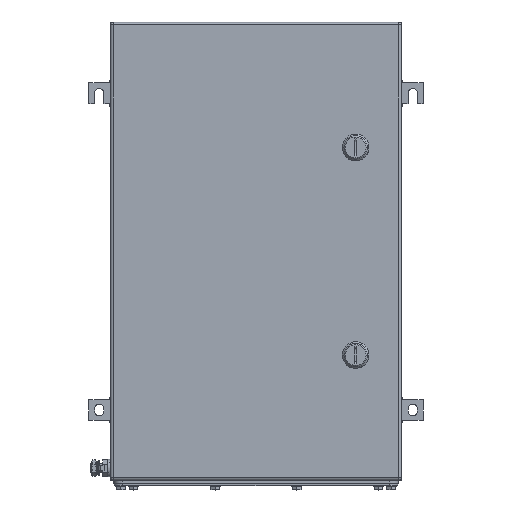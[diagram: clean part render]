
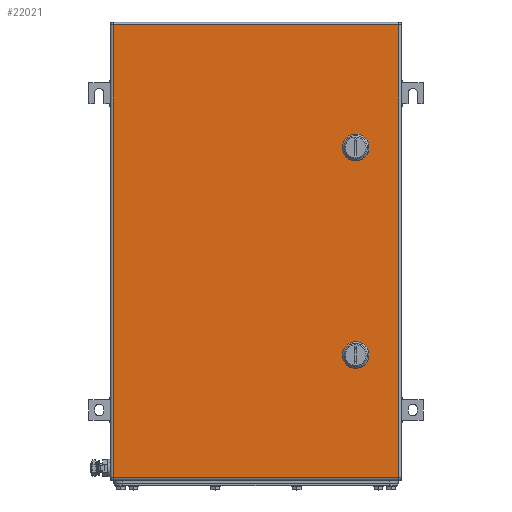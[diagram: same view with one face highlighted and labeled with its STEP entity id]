
A CAD part, top view. The second image highlights one B-rep face of the part: STEP entity #22021.
In plain terms, the highlighted planar face has unit normal (0, 0, 1).
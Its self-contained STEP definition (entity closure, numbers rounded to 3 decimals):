
#21835=AXIS2_PLACEMENT_3D('Circle Axis2P3D',#21833,#21834,$) ;
#21862=AXIS2_PLACEMENT_3D('Plane Axis2P3D',#21859,#21860,#21861) ;
#21907=AXIS2_PLACEMENT_3D('Circle Axis2P3D',#21905,#21906,$) ;
#21921=AXIS2_PLACEMENT_3D('Circle Axis2P3D',#21919,#21920,$) ;
#21935=AXIS2_PLACEMENT_3D('Circle Axis2P3D',#21933,#21934,$) ;
#21957=AXIS2_PLACEMENT_3D('Circle Axis2P3D',#21955,#21956,$) ;
#21973=AXIS2_PLACEMENT_3D('Circle Axis2P3D',#21971,#21972,$) ;
#21987=AXIS2_PLACEMENT_3D('Circle Axis2P3D',#21985,#21986,$) ;
#22001=AXIS2_PLACEMENT_3D('Circle Axis2P3D',#21999,#22000,$) ;
#21830=CARTESIAN_POINT('Vertex',(325.056,400.45,203.5)) ;
#21833=CARTESIAN_POINT('Axis2P3D Location',(320.,410.5,203.5)) ;
#21837=CARTESIAN_POINT('Vertex',(330.05,405.444,203.5)) ;
#21859=CARTESIAN_POINT('Axis2P3D Location',(200.5,286.,203.5)) ;
#21864=CARTESIAN_POINT('Line Origine',(200.5,557.5,203.5)) ;
#21868=CARTESIAN_POINT('Vertex',(372.,557.5,203.5)) ;
#21870=CARTESIAN_POINT('Vertex',(29.,557.5,203.5)) ;
#21873=CARTESIAN_POINT('Line Origine',(29.,286.,203.5)) ;
#21877=CARTESIAN_POINT('Vertex',(29.,14.5,203.5)) ;
#21880=CARTESIAN_POINT('Line Origine',(200.5,14.5,203.5)) ;
#21884=CARTESIAN_POINT('Vertex',(372.,14.5,203.5)) ;
#21887=CARTESIAN_POINT('Line Origine',(372.,286.,203.5)) ;
#21898=CARTESIAN_POINT('Line Origine',(320.,400.45,203.5)) ;
#21902=CARTESIAN_POINT('Vertex',(314.944,400.45,203.5)) ;
#21905=CARTESIAN_POINT('Axis2P3D Location',(320.,410.5,203.5)) ;
#21909=CARTESIAN_POINT('Vertex',(309.95,405.444,203.5)) ;
#21912=CARTESIAN_POINT('Line Origine',(309.95,410.5,203.5)) ;
#21916=CARTESIAN_POINT('Vertex',(309.95,415.556,203.5)) ;
#21919=CARTESIAN_POINT('Axis2P3D Location',(320.,410.5,203.5)) ;
#21923=CARTESIAN_POINT('Vertex',(314.944,420.55,203.5)) ;
#21926=CARTESIAN_POINT('Line Origine',(320.,420.55,203.5)) ;
#21930=CARTESIAN_POINT('Vertex',(325.056,420.55,203.5)) ;
#21933=CARTESIAN_POINT('Axis2P3D Location',(320.,410.5,203.5)) ;
#21937=CARTESIAN_POINT('Vertex',(330.05,415.556,203.5)) ;
#21940=CARTESIAN_POINT('Line Origine',(330.05,410.5,203.5)) ;
#21955=CARTESIAN_POINT('Axis2P3D Location',(320.,161.5,203.5)) ;
#21959=CARTESIAN_POINT('Vertex',(325.056,151.45,203.5)) ;
#21961=CARTESIAN_POINT('Vertex',(330.05,156.444,203.5)) ;
#21964=CARTESIAN_POINT('Line Origine',(320.,151.45,203.5)) ;
#21968=CARTESIAN_POINT('Vertex',(314.944,151.45,203.5)) ;
#21971=CARTESIAN_POINT('Axis2P3D Location',(320.,161.5,203.5)) ;
#21975=CARTESIAN_POINT('Vertex',(309.95,156.444,203.5)) ;
#21978=CARTESIAN_POINT('Line Origine',(309.95,161.5,203.5)) ;
#21982=CARTESIAN_POINT('Vertex',(309.95,166.556,203.5)) ;
#21985=CARTESIAN_POINT('Axis2P3D Location',(320.,161.5,203.5)) ;
#21989=CARTESIAN_POINT('Vertex',(314.944,171.55,203.5)) ;
#21992=CARTESIAN_POINT('Line Origine',(320.,171.55,203.5)) ;
#21996=CARTESIAN_POINT('Vertex',(325.056,171.55,203.5)) ;
#21999=CARTESIAN_POINT('Axis2P3D Location',(320.,161.5,203.5)) ;
#22003=CARTESIAN_POINT('Vertex',(330.05,166.556,203.5)) ;
#22006=CARTESIAN_POINT('Line Origine',(330.05,161.5,203.5)) ;
#21834=DIRECTION('Axis2P3D Direction',(0.,0.,1.)) ;
#21860=DIRECTION('Axis2P3D Direction',(0.,0.,1.)) ;
#21861=DIRECTION('Axis2P3D XDirection',(1.,0.,0.)) ;
#21865=DIRECTION('Vector Direction',(1.,0.,0.)) ;
#21874=DIRECTION('Vector Direction',(0.,-1.,0.)) ;
#21881=DIRECTION('Vector Direction',(1.,0.,0.)) ;
#21888=DIRECTION('Vector Direction',(0.,1.,0.)) ;
#21899=DIRECTION('Vector Direction',(1.,0.,0.)) ;
#21906=DIRECTION('Axis2P3D Direction',(0.,0.,1.)) ;
#21913=DIRECTION('Vector Direction',(0.,1.,0.)) ;
#21920=DIRECTION('Axis2P3D Direction',(0.,0.,1.)) ;
#21927=DIRECTION('Vector Direction',(1.,0.,0.)) ;
#21934=DIRECTION('Axis2P3D Direction',(0.,0.,1.)) ;
#21941=DIRECTION('Vector Direction',(0.,-1.,0.)) ;
#21956=DIRECTION('Axis2P3D Direction',(0.,0.,1.)) ;
#21965=DIRECTION('Vector Direction',(1.,0.,0.)) ;
#21972=DIRECTION('Axis2P3D Direction',(0.,0.,1.)) ;
#21979=DIRECTION('Vector Direction',(0.,1.,0.)) ;
#21986=DIRECTION('Axis2P3D Direction',(0.,0.,1.)) ;
#21993=DIRECTION('Vector Direction',(1.,0.,0.)) ;
#22000=DIRECTION('Axis2P3D Direction',(0.,0.,1.)) ;
#22007=DIRECTION('Vector Direction',(0.,-1.,0.)) ;
#21866=VECTOR('Line Direction',#21865,1.) ;
#21875=VECTOR('Line Direction',#21874,1.) ;
#21882=VECTOR('Line Direction',#21881,1.) ;
#21889=VECTOR('Line Direction',#21888,1.) ;
#21900=VECTOR('Line Direction',#21899,1.) ;
#21914=VECTOR('Line Direction',#21913,1.) ;
#21928=VECTOR('Line Direction',#21927,1.) ;
#21942=VECTOR('Line Direction',#21941,1.) ;
#21966=VECTOR('Line Direction',#21965,1.) ;
#21980=VECTOR('Line Direction',#21979,1.) ;
#21994=VECTOR('Line Direction',#21993,1.) ;
#22008=VECTOR('Line Direction',#22007,1.) ;
#21893=ORIENTED_EDGE('',*,*,#21872,.T.) ;
#21894=ORIENTED_EDGE('',*,*,#21879,.T.) ;
#21895=ORIENTED_EDGE('',*,*,#21886,.T.) ;
#21896=ORIENTED_EDGE('',*,*,#21891,.T.) ;
#21946=ORIENTED_EDGE('',*,*,#21904,.F.) ;
#21947=ORIENTED_EDGE('',*,*,#21911,.F.) ;
#21948=ORIENTED_EDGE('',*,*,#21918,.T.) ;
#21949=ORIENTED_EDGE('',*,*,#21925,.F.) ;
#21950=ORIENTED_EDGE('',*,*,#21932,.T.) ;
#21951=ORIENTED_EDGE('',*,*,#21939,.F.) ;
#21952=ORIENTED_EDGE('',*,*,#21944,.T.) ;
#21953=ORIENTED_EDGE('',*,*,#21839,.F.) ;
#22012=ORIENTED_EDGE('',*,*,#21963,.F.) ;
#22013=ORIENTED_EDGE('',*,*,#21970,.F.) ;
#22014=ORIENTED_EDGE('',*,*,#21977,.F.) ;
#22015=ORIENTED_EDGE('',*,*,#21984,.T.) ;
#22016=ORIENTED_EDGE('',*,*,#21991,.F.) ;
#22017=ORIENTED_EDGE('',*,*,#21998,.T.) ;
#22018=ORIENTED_EDGE('',*,*,#22005,.F.) ;
#22019=ORIENTED_EDGE('',*,*,#22010,.T.) ;
#21954=FACE_BOUND('',#21945,.T.) ;
#22020=FACE_BOUND('',#22011,.T.) ;
#22021=ADVANCED_FACE('ZUB_KTB_QL_553520_1GP_AllCATPart.1\\ZUB_DE_KTB_QL.1\\DE_KTB_MH_PART_MASTER.1\\Koerper.2',(#21897,#21954,#22020),#21863,.T.) ;
#21836=CIRCLE('generated circle',#21835,11.25) ;
#21908=CIRCLE('generated circle',#21907,11.25) ;
#21922=CIRCLE('generated circle',#21921,11.25) ;
#21936=CIRCLE('generated circle',#21935,11.25) ;
#21958=CIRCLE('generated circle',#21957,11.25) ;
#21974=CIRCLE('generated circle',#21973,11.25) ;
#21988=CIRCLE('generated circle',#21987,11.25) ;
#22002=CIRCLE('generated circle',#22001,11.25) ;
#21839=EDGE_CURVE('',#21831,#21838,#21836,.T.) ;
#21872=EDGE_CURVE('',#21869,#21871,#21867,.F.) ;
#21879=EDGE_CURVE('',#21871,#21878,#21876,.T.) ;
#21886=EDGE_CURVE('',#21878,#21885,#21883,.T.) ;
#21891=EDGE_CURVE('',#21885,#21869,#21890,.T.) ;
#21904=EDGE_CURVE('',#21903,#21831,#21901,.T.) ;
#21911=EDGE_CURVE('',#21910,#21903,#21908,.T.) ;
#21918=EDGE_CURVE('',#21910,#21917,#21915,.T.) ;
#21925=EDGE_CURVE('',#21924,#21917,#21922,.T.) ;
#21932=EDGE_CURVE('',#21924,#21931,#21929,.T.) ;
#21939=EDGE_CURVE('',#21938,#21931,#21936,.T.) ;
#21944=EDGE_CURVE('',#21938,#21838,#21943,.T.) ;
#21963=EDGE_CURVE('',#21960,#21962,#21958,.T.) ;
#21970=EDGE_CURVE('',#21969,#21960,#21967,.T.) ;
#21977=EDGE_CURVE('',#21976,#21969,#21974,.T.) ;
#21984=EDGE_CURVE('',#21976,#21983,#21981,.T.) ;
#21991=EDGE_CURVE('',#21990,#21983,#21988,.T.) ;
#21998=EDGE_CURVE('',#21990,#21997,#21995,.T.) ;
#22005=EDGE_CURVE('',#22004,#21997,#22002,.T.) ;
#22010=EDGE_CURVE('',#22004,#21962,#22009,.T.) ;
#21892=EDGE_LOOP('',(#21893,#21894,#21895,#21896)) ;
#21945=EDGE_LOOP('',(#21946,#21947,#21948,#21949,#21950,#21951,#21952,#21953)) ;
#22011=EDGE_LOOP('',(#22012,#22013,#22014,#22015,#22016,#22017,#22018,#22019)) ;
#21897=FACE_OUTER_BOUND('',#21892,.T.) ;
#21867=LINE('Line',#21864,#21866) ;
#21876=LINE('Line',#21873,#21875) ;
#21883=LINE('Line',#21880,#21882) ;
#21890=LINE('Line',#21887,#21889) ;
#21901=LINE('Line',#21898,#21900) ;
#21915=LINE('Line',#21912,#21914) ;
#21929=LINE('Line',#21926,#21928) ;
#21943=LINE('Line',#21940,#21942) ;
#21967=LINE('Line',#21964,#21966) ;
#21981=LINE('Line',#21978,#21980) ;
#21995=LINE('Line',#21992,#21994) ;
#22009=LINE('Line',#22006,#22008) ;
#21863=PLANE('',#21862) ;
#21831=VERTEX_POINT('',#21830) ;
#21838=VERTEX_POINT('',#21837) ;
#21869=VERTEX_POINT('',#21868) ;
#21871=VERTEX_POINT('',#21870) ;
#21878=VERTEX_POINT('',#21877) ;
#21885=VERTEX_POINT('',#21884) ;
#21903=VERTEX_POINT('',#21902) ;
#21910=VERTEX_POINT('',#21909) ;
#21917=VERTEX_POINT('',#21916) ;
#21924=VERTEX_POINT('',#21923) ;
#21931=VERTEX_POINT('',#21930) ;
#21938=VERTEX_POINT('',#21937) ;
#21960=VERTEX_POINT('',#21959) ;
#21962=VERTEX_POINT('',#21961) ;
#21969=VERTEX_POINT('',#21968) ;
#21976=VERTEX_POINT('',#21975) ;
#21983=VERTEX_POINT('',#21982) ;
#21990=VERTEX_POINT('',#21989) ;
#21997=VERTEX_POINT('',#21996) ;
#22004=VERTEX_POINT('',#22003) ;
